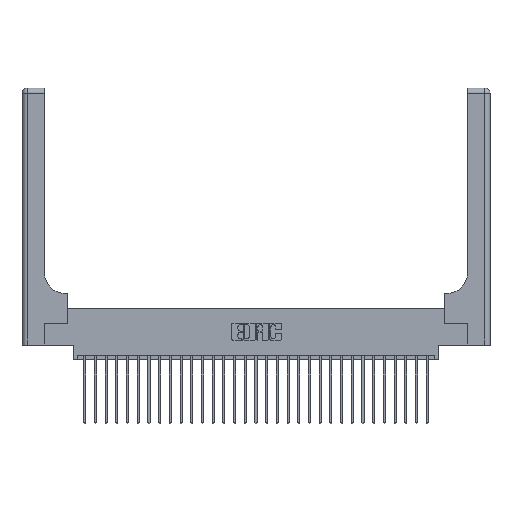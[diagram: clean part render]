
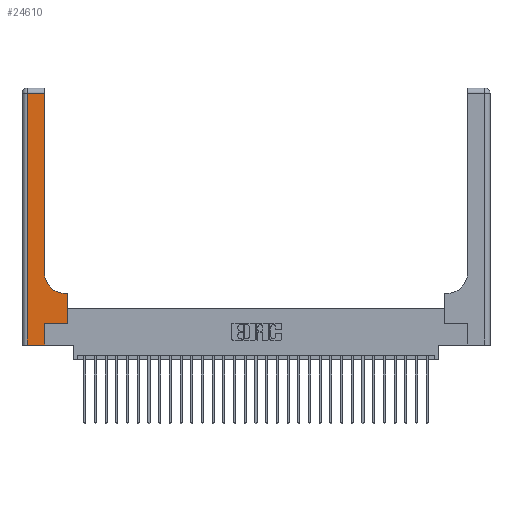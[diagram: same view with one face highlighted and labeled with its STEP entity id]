
A CAD part, top view. The second image highlights one B-rep face of the part: STEP entity #24610.
In plain terms, the highlighted planar face has unit normal (0, 0, 1).
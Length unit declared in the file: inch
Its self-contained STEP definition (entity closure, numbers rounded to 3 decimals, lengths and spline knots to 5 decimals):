
#93 = LINE ( 'NONE', #18313, #22514 ) ;
#103 = CARTESIAN_POINT ( 'NONE',  ( 0.265, 0.25, 0.37 ) ) ;
#347 = ORIENTED_EDGE ( 'NONE', *, *, #2988, .T. ) ;
#471 = FACE_OUTER_BOUND ( 'NONE', #8134, .T. ) ;
#1323 = VERTEX_POINT ( 'NONE', #19738 ) ;
#2651 = DIRECTION ( 'NONE',  ( -1., 0., 0. ) ) ;
#2885 = VERTEX_POINT ( 'NONE', #5712 ) ;
#2902 = ORIENTED_EDGE ( 'NONE', *, *, #16636, .T. ) ;
#2988 = EDGE_CURVE ( 'NONE', #2885, #16186, #20512, .T. ) ;
#2992 = VERTEX_POINT ( 'NONE', #12576 ) ;
#3098 = DIRECTION ( 'NONE',  ( 0., -1., 0. ) ) ;
#4330 = DIRECTION ( 'NONE',  ( 0., 1., 0. ) ) ;
#4348 = CARTESIAN_POINT ( 'NONE',  ( 0.265, 0., 0.37 ) ) ;
#4453 = LINE ( 'NONE', #23125, #26157 ) ;
#5179 = AXIS2_PLACEMENT_3D ( 'NONE', #26463, #6974, #2651 ) ;
#5712 = CARTESIAN_POINT ( 'NONE',  ( 0.06, 0., 0.37 ) ) ;
#5750 = CARTESIAN_POINT ( 'NONE',  ( 0.51, 0.85, 0.37 ) ) ;
#6029 = VERTEX_POINT ( 'NONE', #6698 ) ;
#6698 = CARTESIAN_POINT ( 'NONE',  ( 0.26, 2.94, 0.37 ) ) ;
#6719 = VECTOR ( 'NONE', #12482, 39.37008 ) ;
#6839 = CARTESIAN_POINT ( 'NONE',  ( 0.528, 0.25, 0.37 ) ) ;
#6974 = DIRECTION ( 'NONE',  ( 0., 0., -1. ) ) ;
#7361 = EDGE_CURVE ( 'NONE', #6029, #16521, #4453, .T. ) ;
#7847 = ORIENTED_EDGE ( 'NONE', *, *, #8292, .T. ) ;
#7962 = DIRECTION ( 'NONE',  ( 1., 0., 0. ) ) ;
#8038 = DIRECTION ( 'NONE',  ( 1., 0., 0. ) ) ;
#8134 = EDGE_LOOP ( 'NONE', ( #7847, #23179, #8216, #347, #22444, #13690, #25161, #22410, #2902 ) ) ;
#8216 = ORIENTED_EDGE ( 'NONE', *, *, #25306, .T. ) ;
#8292 = EDGE_CURVE ( 'NONE', #2992, #6029, #15973, .T. ) ;
#8293 = VERTEX_POINT ( 'NONE', #103 ) ;
#8794 = DIRECTION ( 'NONE',  ( 0., 1., 0. ) ) ;
#9677 = VECTOR ( 'NONE', #25516, 39.37008 ) ;
#10017 = VERTEX_POINT ( 'NONE', #21713 ) ;
#10307 = CARTESIAN_POINT ( 'NONE',  ( 0.265, 0.25, 0.37 ) ) ;
#10383 = CARTESIAN_POINT ( 'NONE',  ( 0., 0., 0.37 ) ) ;
#10900 = CARTESIAN_POINT ( 'NONE',  ( 0.265, 0., 0.37 ) ) ;
#11068 = EDGE_CURVE ( 'NONE', #8293, #20543, #25059, .T. ) ;
#11868 = VECTOR ( 'NONE', #27147, 39.37008 ) ;
#12039 = CARTESIAN_POINT ( 'NONE',  ( 0.26, 0.6, 0.37 ) ) ;
#12161 = EDGE_CURVE ( 'NONE', #1323, #10017, #22677, .T. ) ;
#12482 = DIRECTION ( 'NONE',  ( 0., 1., 0. ) ) ;
#12576 = CARTESIAN_POINT ( 'NONE',  ( 0.26, 0.85, 0.37 ) ) ;
#13058 = EDGE_CURVE ( 'NONE', #20543, #1323, #13876, .T. ) ;
#13592 = VECTOR ( 'NONE', #8038, 39.37008 ) ;
#13690 = ORIENTED_EDGE ( 'NONE', *, *, #11068, .T. ) ;
#13856 = CIRCLE ( 'NONE', #16205, 0.25 ) ;
#13876 = LINE ( 'NONE', #16743, #6719 ) ;
#15717 = PLANE ( 'NONE',  #5179 ) ;
#15973 = LINE ( 'NONE', #26123, #27451 ) ;
#16186 = VERTEX_POINT ( 'NONE', #4348 ) ;
#16205 = AXIS2_PLACEMENT_3D ( 'NONE', #5750, #20912, #7962 ) ;
#16521 = VERTEX_POINT ( 'NONE', #20448 ) ;
#16636 = EDGE_CURVE ( 'NONE', #10017, #2992, #13856, .T. ) ;
#16743 = CARTESIAN_POINT ( 'NONE',  ( 0.528, 0.25, 0.37 ) ) ;
#18313 = CARTESIAN_POINT ( 'NONE',  ( 0.06, 3., 0.37 ) ) ;
#19738 = CARTESIAN_POINT ( 'NONE',  ( 0.528, 0.6, 0.37 ) ) ;
#20448 = CARTESIAN_POINT ( 'NONE',  ( 0.06, 2.94, 0.37 ) ) ;
#20512 = LINE ( 'NONE', #10383, #9677 ) ;
#20543 = VERTEX_POINT ( 'NONE', #6839 ) ;
#20912 = DIRECTION ( 'NONE',  ( 0., 0., -1. ) ) ;
#21713 = CARTESIAN_POINT ( 'NONE',  ( 0.51, 0.6, 0.37 ) ) ;
#22410 = ORIENTED_EDGE ( 'NONE', *, *, #12161, .T. ) ;
#22444 = ORIENTED_EDGE ( 'NONE', *, *, #27896, .T. ) ;
#22514 = VECTOR ( 'NONE', #3098, 39.37008 ) ;
#22677 = LINE ( 'NONE', #12039, #11868 ) ;
#23028 = DIRECTION ( 'NONE',  ( -1., 0., 0. ) ) ;
#23095 = VECTOR ( 'NONE', #4330, 39.37008 ) ;
#23125 = CARTESIAN_POINT ( 'NONE',  ( 0., 2.94, 0.37 ) ) ;
#23179 = ORIENTED_EDGE ( 'NONE', *, *, #7361, .T. ) ;
#23771 = LINE ( 'NONE', #10900, #23095 ) ;
#24610 = ADVANCED_FACE ( 'NONE', ( #471 ), #15717, .F. ) ;
#25059 = LINE ( 'NONE', #10307, #13592 ) ;
#25161 = ORIENTED_EDGE ( 'NONE', *, *, #13058, .T. ) ;
#25306 = EDGE_CURVE ( 'NONE', #16521, #2885, #93, .T. ) ;
#25516 = DIRECTION ( 'NONE',  ( 1., 0., 0. ) ) ;
#26123 = CARTESIAN_POINT ( 'NONE',  ( 0.26, 3., 0.37 ) ) ;
#26157 = VECTOR ( 'NONE', #23028, 39.37008 ) ;
#26463 = CARTESIAN_POINT ( 'NONE',  ( 0., 3., 0.37 ) ) ;
#27147 = DIRECTION ( 'NONE',  ( -1., 0., 0. ) ) ;
#27451 = VECTOR ( 'NONE', #8794, 39.37008 ) ;
#27896 = EDGE_CURVE ( 'NONE', #16186, #8293, #23771, .T. ) ;
